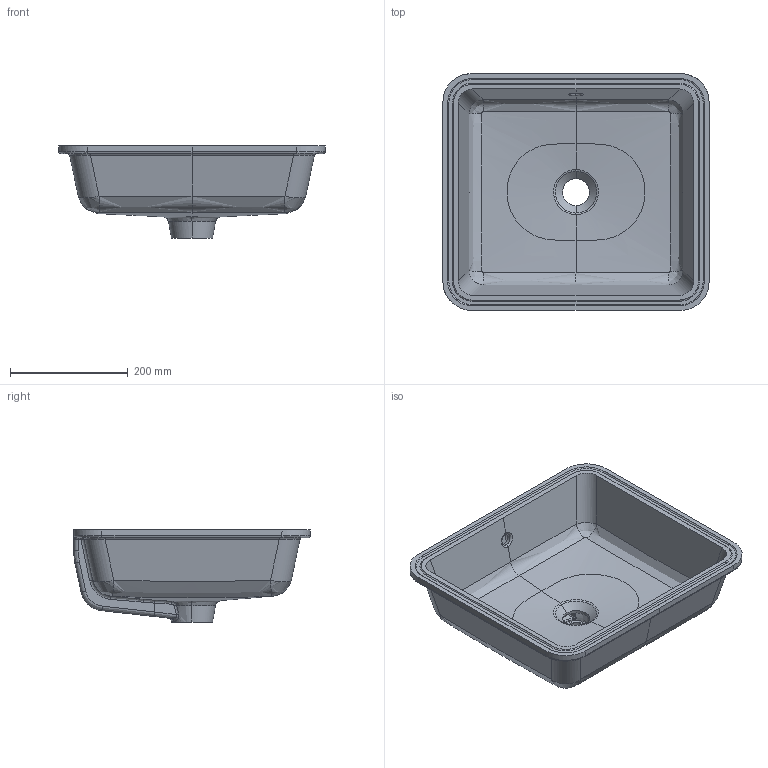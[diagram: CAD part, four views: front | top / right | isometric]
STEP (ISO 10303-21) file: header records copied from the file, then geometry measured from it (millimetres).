
FILE_DESCRIPTION(/* description */ (''),/* implementation_level */ '2;1');
FILE_NAME(/* name */ 'STEP - A3270YE00R_1805766',/* time_stamp */ '2025-03-20T09:45:12+11:00',/* author */ (''),/* organization */ (''),/* preprocessor_version */ 'ST-DEVELOPER v16.5',/* originating_system */ 'Rhino 7.37',/* authorisation */ '');
FILE_SCHEMA (('AUTOMOTIVE_DESIGN'));
Length unit declared in the file: millimetre
Products named in the file (1): Document
Bounding box: 452 x 402.02 x 156.53 mm (x, y, z)
Surface area: 638514.4 mm2 (no closed solid volume)
Topology: 0 solids, 1 shells, 252 faces, 614 edges, 355 vertices
Faces by surface type: bspline 162, cylinder 55, plane 35
Full cylindrical faces by diameter (mm): 20 x1
Entity records: 19931 total; most frequent: CARTESIAN_POINT 15568, ORIENTED_EDGE 1211, EDGE_CURVE 608, B_SPLINE_CURVE_WITH_KNOTS 498, VERTEX_POINT 355, EDGE_LOOP 256, ADVANCED_FACE 252, FACE_OUTER_BOUND 252
